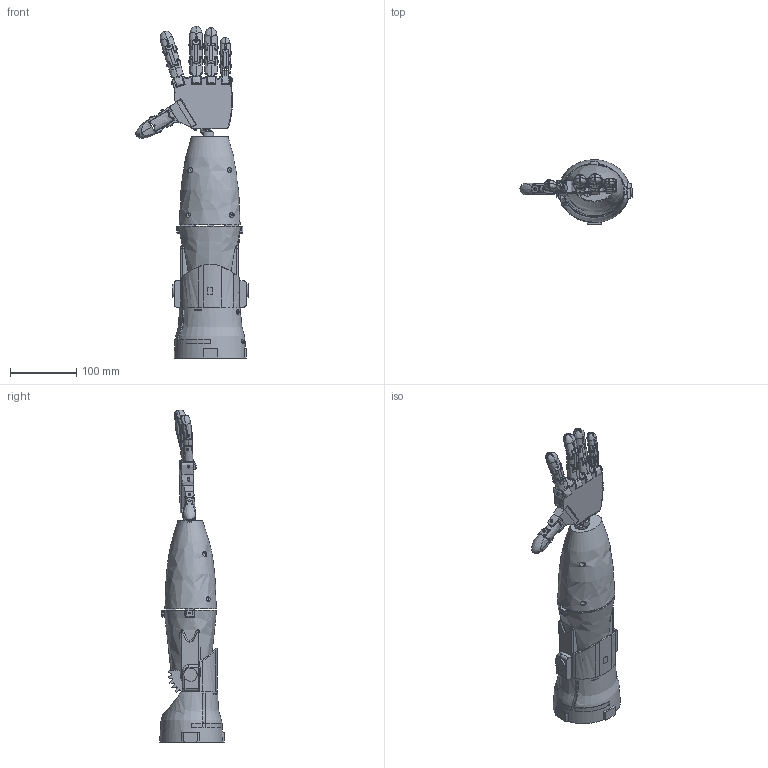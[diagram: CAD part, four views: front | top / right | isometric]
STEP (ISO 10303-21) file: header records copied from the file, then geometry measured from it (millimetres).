
FILE_DESCRIPTION(('FreeCAD Model'),'2;1');
FILE_NAME('Open CASCADE Shape Model','2025-04-29T19:19:45',('FreeCAD'),( 'FreeCAD'),'Open CASCADE STEP processor 7.6','FreeCAD','Unknown');
FILE_SCHEMA(('AUTOMOTIVE_DESIGN { 1 0 10303 214 1 1 1 1 }'));
Products named in the file (1): Open CASCADE STEP translator 7.6 1
Bounding box: 169.72 x 97.66 x 501.47 mm (x, y, z)
Volume: 668460.8 mm3; surface area: 367743.7 mm2
Topology: 61 solids, 63 shells, 5105 faces, 14274 edges, 9324 vertices
Faces by surface type: plane 2539, cylinder 1417, bspline 482, cone 432, torus 144, revolution 56, sphere 35
Full cylindrical faces by diameter (mm): 0.125 x26, 0.27 x1, 0.4 x1, 0.5 x1, 1 x5, 1.5 x12, 1.589 x1, 1.6 x11, 2 x11, 2.1 x4, 2.19 x13, 2.193 x13, 2.4 x1, 2.5 x1, 3 x83, 4 x13, 4.75 x1, 5 x1, 7 x9, 8 x5, 8.4 x1, 12 x4, 20 x1
Entity records: 195265 total; most frequent: CARTESIAN_POINT 68528, ORIENTED_EDGE 28448, DIRECTION 23790, EDGE_CURVE 14224, VERTEX_POINT 9324, AXIS2_PLACEMENT_3D 8444, LINE 6846, VECTOR 6846
